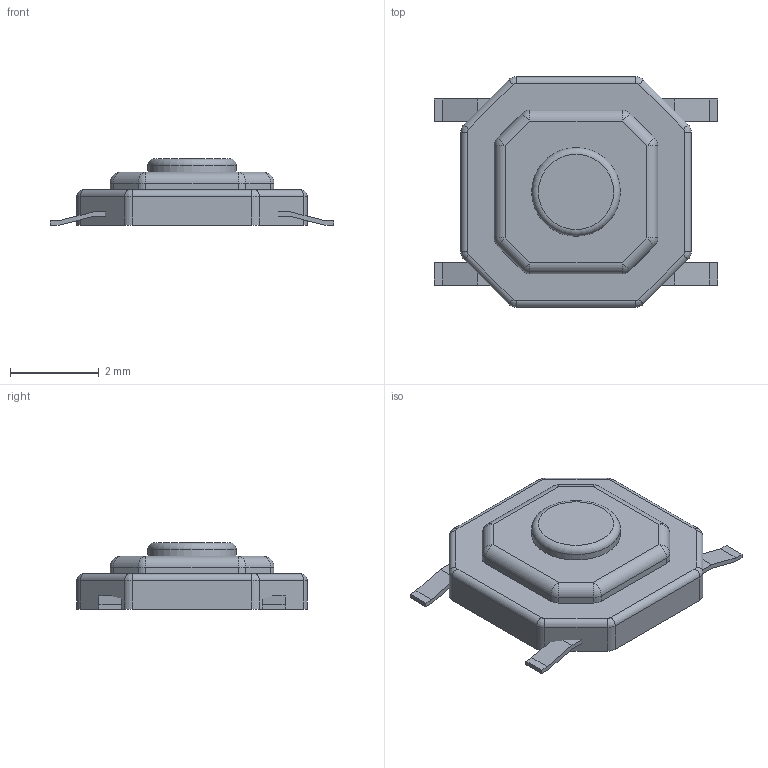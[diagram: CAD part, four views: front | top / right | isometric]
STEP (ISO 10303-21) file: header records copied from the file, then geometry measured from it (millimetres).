
FILE_DESCRIPTION(/* description */ (''),/* implementation_level */ '2;1');
FILE_NAME(/* name */ '4x4x1.5_tactile_switch_3.step',/* time_stamp */ '2021-04-21T08:10:36+01:00',/* author */ (''),/* organization */ (''),/* preprocessor_version */ 'ST-DEVELOPER v18.1',/* originating_system */ 'Autodesk Translation Framework v10.6.0.1341',/* authorisation */ '');
FILE_SCHEMA (('AUTOMOTIVE_DESIGN { 1 0 10303 214 3 1 1 }'));
Length unit declared in the file: millimetre
Products named in the file (1): 4x4x1.5
Bounding box: 6.4 x 5.2 x 1.5 mm (x, y, z)
Volume: 25.7 mm3; surface area: 77.4 mm2
Topology: 5 solids, 5 shells, 110 faces, 253 edges, 155 vertices
Faces by surface type: plane 60, cylinder 33, bspline 8, sphere 8, torus 1
Full cylindrical faces by diameter (mm): 2 x1
Entity records: 3150 total; most frequent: CARTESIAN_POINT 583, DIRECTION 535, ORIENTED_EDGE 506, EDGE_CURVE 253, AXIS2_PLACEMENT_3D 179, LINE 177, VECTOR 177, VERTEX_POINT 155
